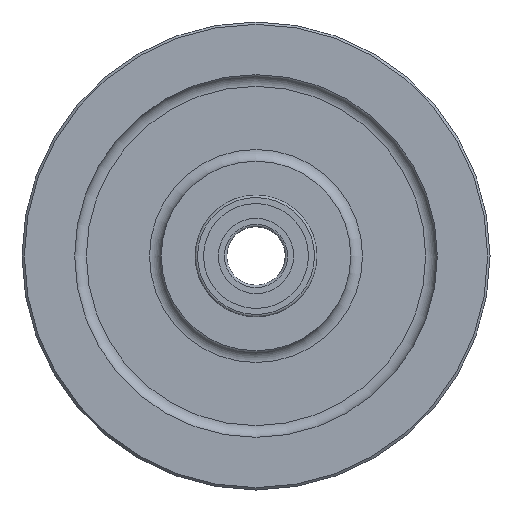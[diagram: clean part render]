
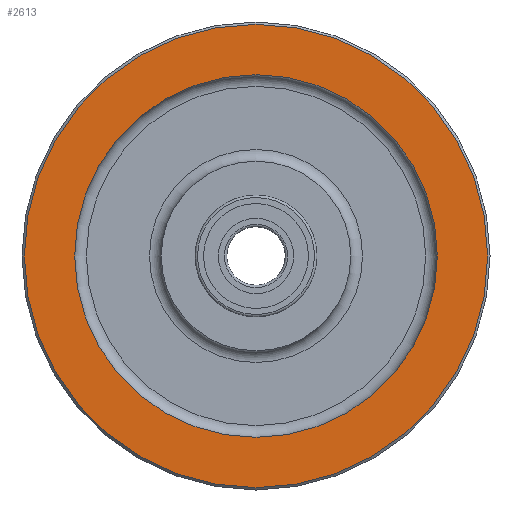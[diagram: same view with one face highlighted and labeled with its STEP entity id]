
A CAD part, left-side view. The second image highlights one B-rep face of the part: STEP entity #2613.
In plain terms, the highlighted planar face has unit normal (-1, 0, 0).
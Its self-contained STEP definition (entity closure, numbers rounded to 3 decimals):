
#22 = ORIENTED_EDGE ( 'NONE', *, *, #1314, .T. ) ;
#45 = CARTESIAN_POINT ( 'NONE',  ( -25., 0., 77.5 ) ) ;
#281 = DIRECTION ( 'NONE',  ( 0., 0., -1. ) ) ;
#414 = AXIS2_PLACEMENT_3D ( 'NONE', #3507, #2626, #281 ) ;
#582 = PLANE ( 'NONE',  #414 ) ;
#711 = DIRECTION ( 'NONE',  ( 0., 0., 1. ) ) ;
#1041 = EDGE_LOOP ( 'NONE', ( #1982 ) ) ;
#1091 = FACE_OUTER_BOUND ( 'NONE', #2797, .T. ) ;
#1314 = EDGE_CURVE ( 'NONE', #2547, #2547, #2745, .T. ) ;
#1353 = AXIS2_PLACEMENT_3D ( 'NONE', #1580, #2681, #2973 ) ;
#1527 = AXIS2_PLACEMENT_3D ( 'NONE', #1593, #3317, #711 ) ;
#1539 = EDGE_CURVE ( 'NONE', #3003, #3003, #2886, .T. ) ;
#1580 = CARTESIAN_POINT ( 'NONE',  ( -25., 0., 0. ) ) ;
#1593 = CARTESIAN_POINT ( 'NONE',  ( -25., 0., 0. ) ) ;
#1982 = ORIENTED_EDGE ( 'NONE', *, *, #1539, .F. ) ;
#2397 = CARTESIAN_POINT ( 'NONE',  ( -25., 0., -99. ) ) ;
#2547 = VERTEX_POINT ( 'NONE', #2397 ) ;
#2613 = ADVANCED_FACE ( 'NONE', ( #1091, #3422 ), #582, .F. ) ;
#2626 = DIRECTION ( 'NONE',  ( 1., 0., 0. ) ) ;
#2681 = DIRECTION ( 'NONE',  ( -1., 0., 0. ) ) ;
#2745 = CIRCLE ( 'NONE', #1353, 99. ) ;
#2797 = EDGE_LOOP ( 'NONE', ( #22 ) ) ;
#2886 = CIRCLE ( 'NONE', #1527, 77.5 ) ;
#2973 = DIRECTION ( 'NONE',  ( 0., 0., -1. ) ) ;
#3003 = VERTEX_POINT ( 'NONE', #45 ) ;
#3317 = DIRECTION ( 'NONE',  ( -1., 0., 0. ) ) ;
#3422 = FACE_BOUND ( 'NONE', #1041, .T. ) ;
#3507 = CARTESIAN_POINT ( 'NONE',  ( -25., 77.5, 0. ) ) ;
